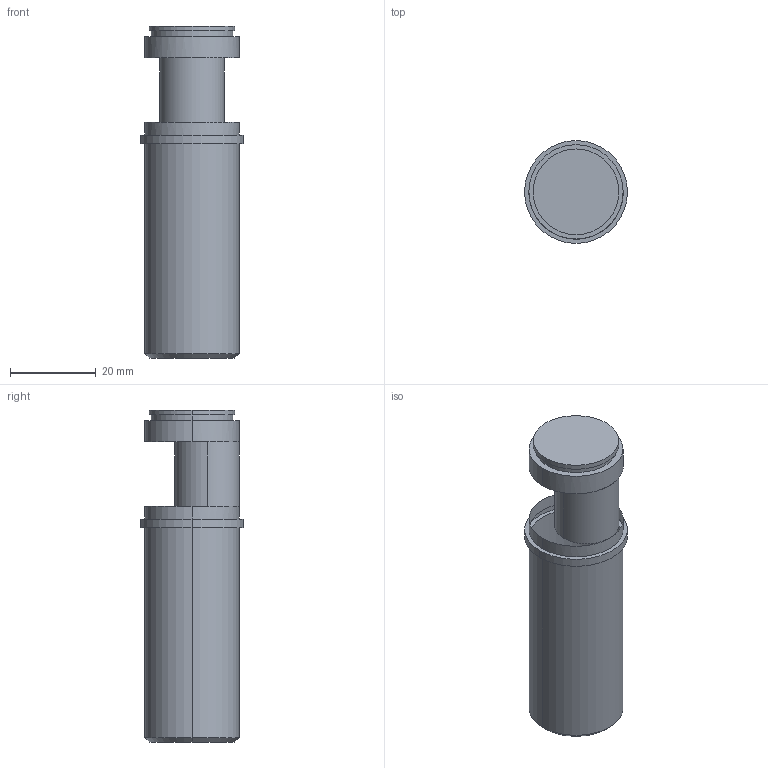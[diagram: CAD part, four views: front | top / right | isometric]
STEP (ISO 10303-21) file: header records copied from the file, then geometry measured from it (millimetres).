
FILE_DESCRIPTION (( 'STEP AP214' ), '1' );
FILE_NAME ('Perche desaxée.STEP', '2020-07-31T14:17:55', ( '' ), ( '' ), 'SwSTEP 2.0', 'SolidWorks 2016', '' );
FILE_SCHEMA (( 'AUTOMOTIVE_DESIGN' ));
Length unit declared in the file: millimetre
Products named in the file (1): Perche desaxée
Bounding box: 24 x 24 x 77.45 mm (x, y, z)
Volume: 26299.6 mm3; surface area: 6347.3 mm2
Topology: 1 solids, 1 shells, 24 faces, 50 edges, 32 vertices
Faces by surface type: cylinder 14, plane 8, cone 2
Entity records: 690 total; most frequent: DIRECTION 134, CARTESIAN_POINT 107, ORIENTED_EDGE 100, AXIS2_PLACEMENT_3D 59, EDGE_CURVE 50, CIRCLE 34, VERTEX_POINT 32, EDGE_LOOP 28
